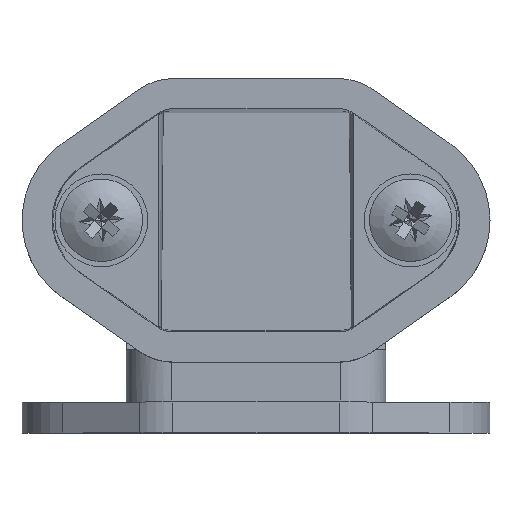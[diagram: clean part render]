
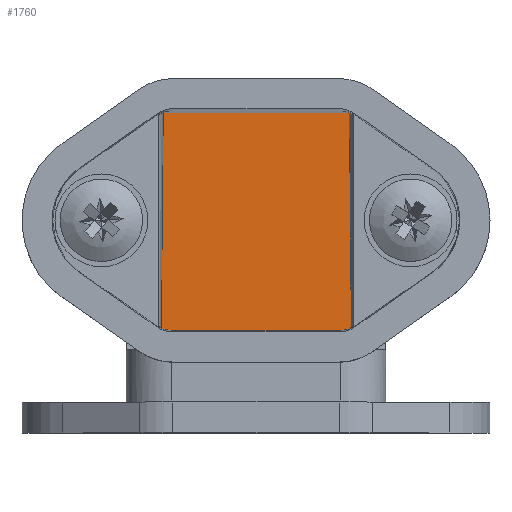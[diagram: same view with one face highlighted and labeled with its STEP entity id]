
A CAD part, top view. The second image highlights one B-rep face of the part: STEP entity #1760.
In plain terms, the highlighted planar face has unit normal (0, -0.009, 1).
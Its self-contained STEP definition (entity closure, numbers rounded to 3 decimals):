
#340=FACE_OUTER_BOUND('',#2243,.T.);
#696=LINE('',#8356,#1141);
#755=LINE('',#8709,#1200);
#756=LINE('',#8711,#1201);
#757=LINE('',#8713,#1202);
#1141=VECTOR('',#6589,1.);
#1200=VECTOR('',#6780,1.);
#1201=VECTOR('',#6783,1.);
#1202=VECTOR('',#6784,1.);
#1497=PLANE('',#5656);
#1760=ADVANCED_FACE('NONE',(#340),#1497,.F.);
#2243=EDGE_LOOP('',(#3233,#3234,#3235,#3236));
#3233=ORIENTED_EDGE('',*,*,#4875,.F.);
#3234=ORIENTED_EDGE('',*,*,#4876,.F.);
#3235=ORIENTED_EDGE('',*,*,#4760,.T.);
#3236=ORIENTED_EDGE('',*,*,#4874,.T.);
#4165=VERTEX_POINT('',#8355);
#4166=VERTEX_POINT('',#8357);
#4243=VERTEX_POINT('',#8708);
#4244=VERTEX_POINT('',#8712);
#4760=EDGE_CURVE('NONE',#4166,#4165,#696,.T.);
#4874=EDGE_CURVE('NONE',#4165,#4243,#755,.T.);
#4875=EDGE_CURVE('NONE',#4244,#4243,#756,.T.);
#4876=EDGE_CURVE('NONE',#4166,#4244,#757,.T.);
#5656=AXIS2_PLACEMENT_3D('',#8714,#6785,#6786);
#6589=DIRECTION('',(1.,0.,0.));
#6780=DIRECTION('',(0.,1.,0.009));
#6783=DIRECTION('',(1.,0.,0.));
#6784=DIRECTION('',(0.,1.,0.009));
#6785=DIRECTION('',(0.,0.009,-1.));
#6786=DIRECTION('',(-1.,0.,0.));
#8355=CARTESIAN_POINT('',(9.5,-20.6,-19.224));
#8356=CARTESIAN_POINT('',(-9.5,-20.6,-19.224));
#8357=CARTESIAN_POINT('',(-9.5,-20.6,-19.224));
#8708=CARTESIAN_POINT('',(9.5,10.51,-18.952));
#8709=CARTESIAN_POINT('',(9.5,-20.6,-19.224));
#8711=CARTESIAN_POINT('',(-9.5,10.51,-18.952));
#8712=CARTESIAN_POINT('',(-9.5,10.51,-18.952));
#8713=CARTESIAN_POINT('',(-9.5,-20.6,-19.224));
#8714=CARTESIAN_POINT('',(-11.445,10.75,-18.95));
